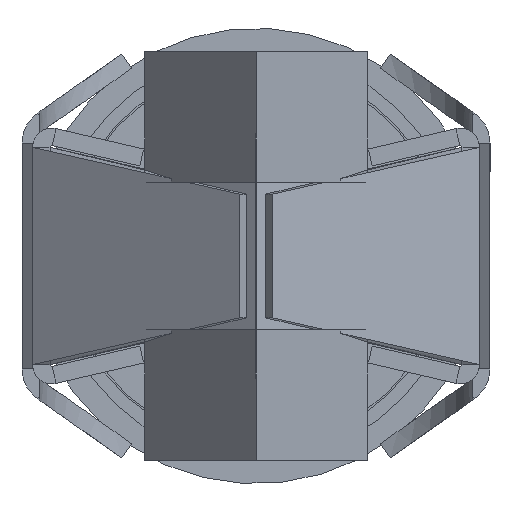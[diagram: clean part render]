
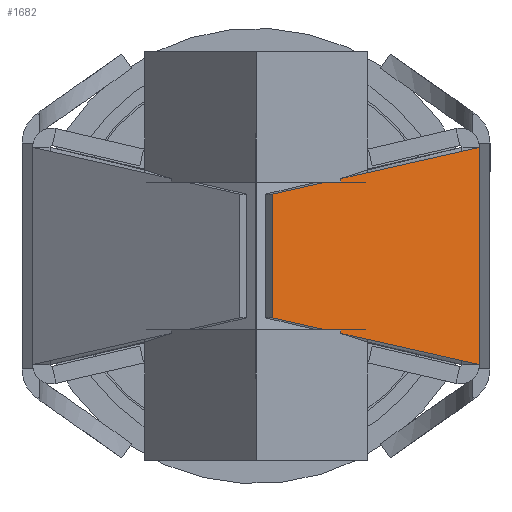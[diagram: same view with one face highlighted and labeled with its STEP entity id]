
A CAD part, front view. The second image highlights one B-rep face of the part: STEP entity #1682.
In plain terms, the highlighted planar face has unit normal (0.601, -0.799, 0).
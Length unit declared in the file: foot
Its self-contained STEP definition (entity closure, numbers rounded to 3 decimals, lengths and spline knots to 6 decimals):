
#2 = CARTESIAN_POINT ( 'NONE',  ( 0.010708, -0.029167, -0.005208 ) ) ;
#136 = VECTOR ( 'NONE', #9058, 3.28084 ) ;
#182 = CARTESIAN_POINT ( 'NONE',  ( 0.004074, -0.034158, -0.00371 ) ) ;
#184 = ORIENTED_EDGE ( 'NONE', *, *, #8332, .F. ) ;
#759 = VERTEX_POINT ( 'NONE', #4632 ) ;
#824 = CARTESIAN_POINT ( 'NONE',  ( 0.004074, -0.034158, 0.009792 ) ) ;
#894 = DIRECTION ( 'NONE',  ( 0.786, 0.592, 0.178 ) ) ;
#1001 = CARTESIAN_POINT ( 'NONE',  ( 0.000775, -0.03664, -0.002965 ) ) ;
#1275 = VERTEX_POINT ( 'NONE', #3196 ) ;
#1543 = LINE ( 'NONE', #824, #10656 ) ;
#1672 = CARTESIAN_POINT ( 'NONE',  ( 0.003328, -0.034719, -0.003542 ) ) ;
#1682 = ADVANCED_FACE ( 'NONE', ( #9865 ), #6011, .T. ) ;
#1701 = CARTESIAN_POINT ( 'NONE',  ( 0.004074, -0.034158, 0.00371 ) ) ;
#1798 = LINE ( 'NONE', #2184, #10885 ) ;
#1849 = VERTEX_POINT ( 'NONE', #10561 ) ;
#1882 = ORIENTED_EDGE ( 'NONE', *, *, #9212, .T. ) ;
#1962 = ORIENTED_EDGE ( 'NONE', *, *, #2557, .F. ) ;
#2020 = LINE ( 'NONE', #3867, #4350 ) ;
#2136 = VECTOR ( 'NONE', #894, 3.28084 ) ;
#2184 = CARTESIAN_POINT ( 'NONE',  ( 0.010708, -0.029167, 0.005208 ) ) ;
#2557 = EDGE_CURVE ( 'NONE', #7034, #1849, #2020, .T. ) ;
#2727 = LINE ( 'NONE', #2, #5047 ) ;
#2796 = VECTOR ( 'NONE', #6567, 3.28084 ) ;
#2825 = VECTOR ( 'NONE', #3656, 3.28084 ) ;
#3006 = VERTEX_POINT ( 'NONE', #4280 ) ;
#3094 = VERTEX_POINT ( 'NONE', #1701 ) ;
#3110 = LINE ( 'NONE', #1001, #2825 ) ;
#3196 = CARTESIAN_POINT ( 'NONE',  ( 0.004074, -0.034158, -0.003542 ) ) ;
#3412 = VECTOR ( 'NONE', #10655, 3.28084 ) ;
#3582 = VERTEX_POINT ( 'NONE', #9157 ) ;
#3596 = EDGE_CURVE ( 'NONE', #1849, #10742, #7492, .T. ) ;
#3656 = DIRECTION ( 'NONE',  ( -0.786, -0.592, 0.178 ) ) ;
#3671 = DIRECTION ( 'NONE',  ( 0., 0., -1. ) ) ;
#3854 = ORIENTED_EDGE ( 'NONE', *, *, #7100, .F. ) ;
#3867 = CARTESIAN_POINT ( 'NONE',  ( 0.000775, -0.03664, -0.002965 ) ) ;
#3947 = VECTOR ( 'NONE', #3671, 3.28084 ) ;
#3967 = ORIENTED_EDGE ( 'NONE', *, *, #10397, .F. ) ;
#4280 = CARTESIAN_POINT ( 'NONE',  ( 0.003328, -0.034719, 0.003542 ) ) ;
#4350 = VECTOR ( 'NONE', #6590, 3.28084 ) ;
#4451 = ORIENTED_EDGE ( 'NONE', *, *, #5017, .T. ) ;
#4482 = CARTESIAN_POINT ( 'NONE',  ( 0.017882, -0.02377, 0.003542 ) ) ;
#4632 = CARTESIAN_POINT ( 'NONE',  ( 0.010708, -0.029167, -0.005208 ) ) ;
#5017 = EDGE_CURVE ( 'NONE', #7034, #1275, #9529, .T. ) ;
#5047 = VECTOR ( 'NONE', #6155, 3.28084 ) ;
#5157 = DIRECTION ( 'NONE',  ( 0.601, -0.799, 0. ) ) ;
#5183 = ORIENTED_EDGE ( 'NONE', *, *, #7600, .F. ) ;
#5617 = EDGE_LOOP ( 'NONE', ( #4451, #1882, #9398, #3967, #5183, #9553, #3854, #184, #8232, #1962 ) ) ;
#5662 = CARTESIAN_POINT ( 'NONE',  ( 0.000775, -0.03664, 0.002965 ) ) ;
#5906 = CARTESIAN_POINT ( 'NONE',  ( 0.000775, -0.03664, 0.002965 ) ) ;
#6011 = PLANE ( 'NONE',  #9669 ) ;
#6155 = DIRECTION ( 'NONE',  ( 0., 0., -1. ) ) ;
#6166 = CARTESIAN_POINT ( 'NONE',  ( 0.010708, -0.029167, 0.005208 ) ) ;
#6567 = DIRECTION ( 'NONE',  ( 0., 0., 1. ) ) ;
#6572 = EDGE_CURVE ( 'NONE', #3094, #10880, #1543, .T. ) ;
#6590 = DIRECTION ( 'NONE',  ( -0.786, -0.592, 0.178 ) ) ;
#6954 = CARTESIAN_POINT ( 'NONE',  ( 0.004074, -0.034158, 0.003542 ) ) ;
#7034 = VERTEX_POINT ( 'NONE', #1672 ) ;
#7100 = EDGE_CURVE ( 'NONE', #3006, #10880, #8112, .T. ) ;
#7492 = LINE ( 'NONE', #5662, #2796 ) ;
#7600 = EDGE_CURVE ( 'NONE', #3094, #3582, #8926, .T. ) ;
#7677 = EDGE_CURVE ( 'NONE', #759, #8085, #3110, .T. ) ;
#8085 = VERTEX_POINT ( 'NONE', #182 ) ;
#8112 = LINE ( 'NONE', #4482, #3412 ) ;
#8232 = ORIENTED_EDGE ( 'NONE', *, *, #3596, .F. ) ;
#8332 = EDGE_CURVE ( 'NONE', #10742, #3006, #1798, .T. ) ;
#8665 = LINE ( 'NONE', #10693, #3947 ) ;
#8797 = DIRECTION ( 'NONE',  ( 0., 0., -1. ) ) ;
#8926 = LINE ( 'NONE', #6166, #2136 ) ;
#9058 = DIRECTION ( 'NONE',  ( 0.799, 0.601, 0. ) ) ;
#9157 = CARTESIAN_POINT ( 'NONE',  ( 0.010708, -0.029167, 0.005208 ) ) ;
#9212 = EDGE_CURVE ( 'NONE', #1275, #8085, #8665, .T. ) ;
#9398 = ORIENTED_EDGE ( 'NONE', *, *, #7677, .F. ) ;
#9529 = LINE ( 'NONE', #10763, #136 ) ;
#9553 = ORIENTED_EDGE ( 'NONE', *, *, #6572, .T. ) ;
#9669 = AXIS2_PLACEMENT_3D ( 'NONE', #10449, #5157, #11334 ) ;
#9865 = FACE_OUTER_BOUND ( 'NONE', #5617, .T. ) ;
#10397 = EDGE_CURVE ( 'NONE', #3582, #759, #2727, .T. ) ;
#10449 = CARTESIAN_POINT ( 'NONE',  ( 0.017882, -0.02377, 0. ) ) ;
#10561 = CARTESIAN_POINT ( 'NONE',  ( 0.000775, -0.03664, -0.002965 ) ) ;
#10656 = VECTOR ( 'NONE', #8797, 3.28084 ) ;
#10655 = DIRECTION ( 'NONE',  ( 0.799, 0.601, 0. ) ) ;
#10693 = CARTESIAN_POINT ( 'NONE',  ( 0.004074, -0.034158, 0.009792 ) ) ;
#10742 = VERTEX_POINT ( 'NONE', #5906 ) ;
#10763 = CARTESIAN_POINT ( 'NONE',  ( 0.017882, -0.02377, -0.003542 ) ) ;
#10880 = VERTEX_POINT ( 'NONE', #6954 ) ;
#10885 = VECTOR ( 'NONE', #11010, 3.28084 ) ;
#11010 = DIRECTION ( 'NONE',  ( 0.786, 0.592, 0.178 ) ) ;
#11334 = DIRECTION ( 'NONE',  ( 0.799, 0.601, 0. ) ) ;
